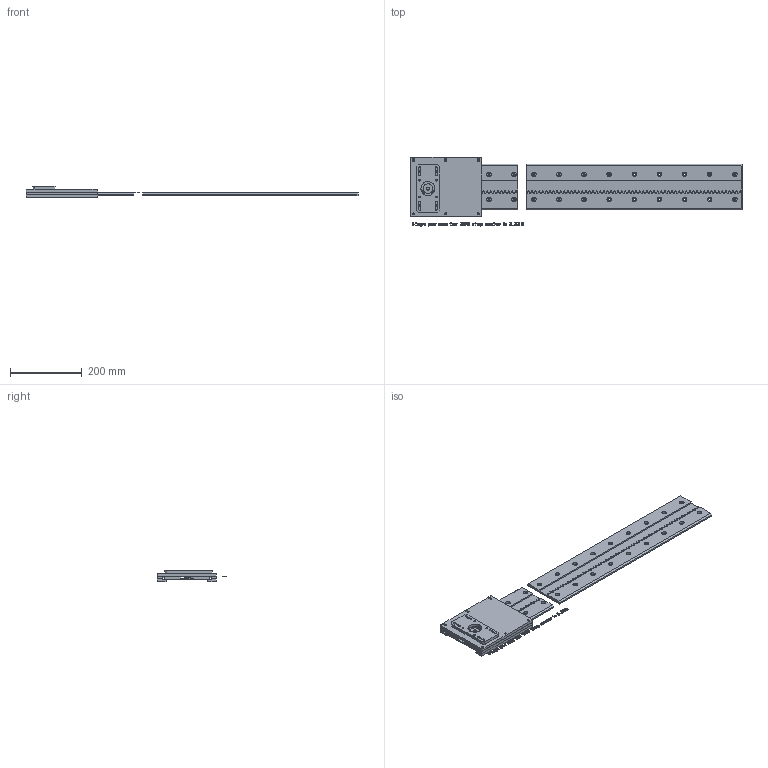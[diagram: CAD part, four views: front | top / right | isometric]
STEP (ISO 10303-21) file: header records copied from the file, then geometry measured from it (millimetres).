
FILE_DESCRIPTION(/* description */ (''),/* implementation_level */ '2;1');
FILE_NAME(/* name */ 'STANDA~1',/* time_stamp */ '2017-12-12T13:26:38+01:00',/* author */ (''),/* organization */ (''),/* preprocessor_version */ 'ST-DEVELOPER v15',/* originating_system */ '',/* authorisation */ '');
FILE_SCHEMA (('AUTOMOTIVE_DESIGN'));
Length unit declared in the file: millimetre
Products named in the file (1): Document
Bounding box: 925 x 192.79 x 32 mm (x, y, z)
Volume: 515877.1 mm3; surface area: 339238.1 mm2
Topology: 41 solids, 42 shells, 801 faces, 2055 edges, 1370 vertices
Faces by surface type: bspline 584, plane 217
Entity records: 46136 total; most frequent: CARTESIAN_POINT 33918, ORIENTED_EDGE 4100, EDGE_CURVE 2055, VERTEX_POINT 1370, EDGE_LOOP 978, B_SPLINE_CURVE_WITH_KNOTS 921, ADVANCED_FACE 801, FACE_OUTER_BOUND 801
